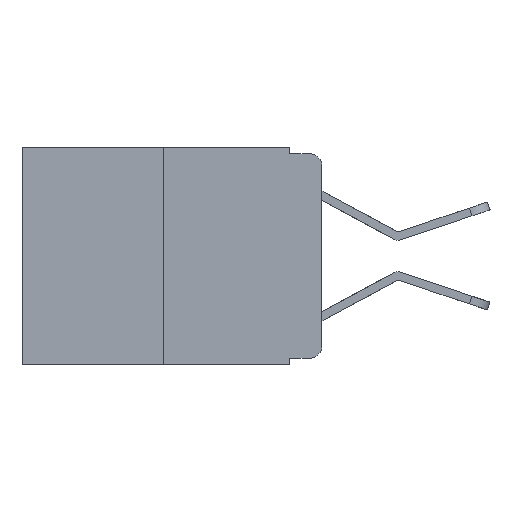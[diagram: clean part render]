
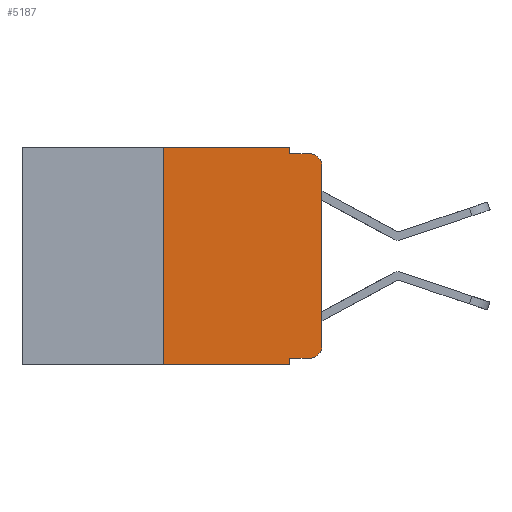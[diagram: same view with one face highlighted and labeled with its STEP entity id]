
A CAD part, left-side view. The second image highlights one B-rep face of the part: STEP entity #5187.
In plain terms, the highlighted planar face has unit normal (-1, 0, 0).
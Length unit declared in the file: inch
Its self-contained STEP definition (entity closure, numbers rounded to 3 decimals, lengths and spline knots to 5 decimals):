
#14 = ORIENTED_EDGE ( 'NONE', *, *, #7589, .F. ) ;
#65 = LINE ( 'NONE', #7563, #11504 ) ;
#554 = CARTESIAN_POINT ( 'NONE',  ( 0., 0.02, -0.03 ) ) ;
#580 = ORIENTED_EDGE ( 'NONE', *, *, #12196, .F. ) ;
#1115 = DIRECTION ( 'NONE',  ( 0., 0., 1. ) ) ;
#1124 = LINE ( 'NONE', #14356, #4153 ) ;
#1138 = CARTESIAN_POINT ( 'NONE',  ( 0., 0.051, 0. ) ) ;
#1244 = ORIENTED_EDGE ( 'NONE', *, *, #10243, .T. ) ;
#1812 = DIRECTION ( 'NONE',  ( 0., 0., -1. ) ) ;
#2054 = CARTESIAN_POINT ( 'NONE',  ( 0., 0.02, -0.313 ) ) ;
#2202 = CARTESIAN_POINT ( 'NONE',  ( 0., 0.473, 0. ) ) ;
#2429 = DIRECTION ( 'NONE',  ( 1., 0., 0. ) ) ;
#3015 = ORIENTED_EDGE ( 'NONE', *, *, #13573, .T. ) ;
#3154 = DIRECTION ( 'NONE',  ( 0., 0., -1. ) ) ;
#3702 = VECTOR ( 'NONE', #14450, 39.37008 ) ;
#3760 = VECTOR ( 'NONE', #11358, 39.37008 ) ;
#3953 = VERTEX_POINT ( 'NONE', #12964 ) ;
#4153 = VECTOR ( 'NONE', #1115, 39.37008 ) ;
#4248 = ORIENTED_EDGE ( 'NONE', *, *, #8856, .F. ) ;
#4515 = DIRECTION ( 'NONE',  ( 0., 0., 1. ) ) ;
#4589 = VERTEX_POINT ( 'NONE', #9183 ) ;
#4815 = CARTESIAN_POINT ( 'NONE',  ( 0., 0.051, 0. ) ) ;
#4883 = VERTEX_POINT ( 'NONE', #12030 ) ;
#5018 = ORIENTED_EDGE ( 'NONE', *, *, #7398, .T. ) ;
#5187 = ADVANCED_FACE ( 'NONE', ( #13276 ), #11583, .F. ) ;
#5251 = EDGE_CURVE ( 'NONE', #12828, #5267, #12318, .T. ) ;
#5267 = VERTEX_POINT ( 'NONE', #1138 ) ;
#5325 = VECTOR ( 'NONE', #9413, 39.37008 ) ;
#5354 = CIRCLE ( 'NONE', #8567, 0.02 ) ;
#5672 = DIRECTION ( 'NONE',  ( 0., 0., -1. ) ) ;
#5716 = AXIS2_PLACEMENT_3D ( 'NONE', #554, #8727, #1812 ) ;
#5749 = VECTOR ( 'NONE', #4515, 39.37008 ) ;
#5876 = VECTOR ( 'NONE', #13311, 39.37008 ) ;
#5943 = VECTOR ( 'NONE', #9699, 39.37008 ) ;
#6591 = EDGE_CURVE ( 'NONE', #4883, #12550, #9609, .T. ) ;
#7100 = EDGE_LOOP ( 'NONE', ( #9141, #5018, #10769, #4248, #14350, #14, #7128, #580, #3015, #1244 ) ) ;
#7123 = CARTESIAN_POINT ( 'NONE',  ( 0., 0.051, -0.333 ) ) ;
#7128 = ORIENTED_EDGE ( 'NONE', *, *, #7221, .T. ) ;
#7221 = EDGE_CURVE ( 'NONE', #14332, #7561, #10101, .T. ) ;
#7398 = EDGE_CURVE ( 'NONE', #4589, #12550, #9301, .T. ) ;
#7561 = VERTEX_POINT ( 'NONE', #9038 ) ;
#7563 = CARTESIAN_POINT ( 'NONE',  ( 0., 0.051, -0.333 ) ) ;
#7589 = EDGE_CURVE ( 'NONE', #14332, #12828, #14328, .T. ) ;
#7673 = VERTEX_POINT ( 'NONE', #7123 ) ;
#7700 = VERTEX_POINT ( 'NONE', #8324 ) ;
#8324 = CARTESIAN_POINT ( 'NONE',  ( 0., 0.02, -0.333 ) ) ;
#8451 = LINE ( 'NONE', #4815, #5325 ) ;
#8567 = AXIS2_PLACEMENT_3D ( 'NONE', #2054, #9958, #3154 ) ;
#8727 = DIRECTION ( 'NONE',  ( -1., 0., 0. ) ) ;
#8856 = EDGE_CURVE ( 'NONE', #5267, #4883, #8451, .T. ) ;
#9038 = CARTESIAN_POINT ( 'NONE',  ( 0., 0.051, -0.343 ) ) ;
#9141 = ORIENTED_EDGE ( 'NONE', *, *, #9537, .T. ) ;
#9183 = CARTESIAN_POINT ( 'NONE',  ( 0., 0., -0.03 ) ) ;
#9301 = CIRCLE ( 'NONE', #5716, 0.02 ) ;
#9413 = DIRECTION ( 'NONE',  ( 0., 0., -1. ) ) ;
#9537 = EDGE_CURVE ( 'NONE', #3953, #4589, #1124, .T. ) ;
#9609 = LINE ( 'NONE', #9908, #5943 ) ;
#9699 = DIRECTION ( 'NONE',  ( 0., -1., 0. ) ) ;
#9908 = CARTESIAN_POINT ( 'NONE',  ( 0., 0.051, -0.01 ) ) ;
#9931 = CARTESIAN_POINT ( 'NONE',  ( 0., 0.25, -0.343 ) ) ;
#9958 = DIRECTION ( 'NONE',  ( -1., 0., 0. ) ) ;
#10101 = LINE ( 'NONE', #11347, #3702 ) ;
#10243 = EDGE_CURVE ( 'NONE', #7700, #3953, #5354, .T. ) ;
#10769 = ORIENTED_EDGE ( 'NONE', *, *, #6591, .F. ) ;
#11194 = CARTESIAN_POINT ( 'NONE',  ( 0., 0.25, 0. ) ) ;
#11347 = CARTESIAN_POINT ( 'NONE',  ( 0., 0.473, -0.343 ) ) ;
#11358 = DIRECTION ( 'NONE',  ( 0., -1., 0. ) ) ;
#11504 = VECTOR ( 'NONE', #13842, 39.37008 ) ;
#11583 = PLANE ( 'NONE',  #14219 ) ;
#11639 = CARTESIAN_POINT ( 'NONE',  ( 0., 0.02, -0.01 ) ) ;
#11857 = CARTESIAN_POINT ( 'NONE',  ( 0., 0.25, 0. ) ) ;
#12030 = CARTESIAN_POINT ( 'NONE',  ( 0., 0.051, -0.01 ) ) ;
#12196 = EDGE_CURVE ( 'NONE', #7673, #7561, #14105, .T. ) ;
#12285 = CARTESIAN_POINT ( 'NONE',  ( 0., 0.051, 0. ) ) ;
#12318 = LINE ( 'NONE', #2202, #3760 ) ;
#12550 = VERTEX_POINT ( 'NONE', #11639 ) ;
#12828 = VERTEX_POINT ( 'NONE', #11857 ) ;
#12964 = CARTESIAN_POINT ( 'NONE',  ( 0., 0., -0.313 ) ) ;
#13032 = CARTESIAN_POINT ( 'NONE',  ( 0., 0.473, 0. ) ) ;
#13276 = FACE_OUTER_BOUND ( 'NONE', #7100, .T. ) ;
#13311 = DIRECTION ( 'NONE',  ( 0., 0., -1. ) ) ;
#13573 = EDGE_CURVE ( 'NONE', #7673, #7700, #65, .T. ) ;
#13842 = DIRECTION ( 'NONE',  ( 0., -1., 0. ) ) ;
#14105 = LINE ( 'NONE', #12285, #5876 ) ;
#14219 = AXIS2_PLACEMENT_3D ( 'NONE', #13032, #2429, #5672 ) ;
#14328 = LINE ( 'NONE', #11194, #5749 ) ;
#14332 = VERTEX_POINT ( 'NONE', #9931 ) ;
#14350 = ORIENTED_EDGE ( 'NONE', *, *, #5251, .F. ) ;
#14356 = CARTESIAN_POINT ( 'NONE',  ( 0., 0., 0. ) ) ;
#14450 = DIRECTION ( 'NONE',  ( 0., -1., 0. ) ) ;
